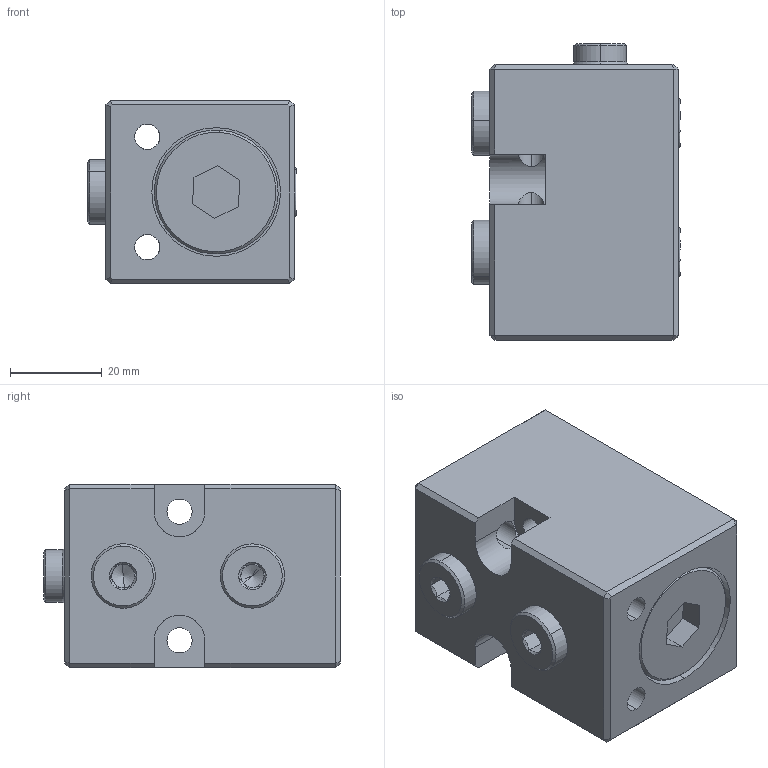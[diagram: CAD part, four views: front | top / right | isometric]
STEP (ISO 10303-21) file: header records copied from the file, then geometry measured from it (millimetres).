
FILE_DESCRIPTION (( 'STEP AP214' ), '1' );
FILE_NAME ('MVI-CBC201220.step', '2024-01-19T14:34:12', ( '' ), ( '' ), 'SwSTEP 2.0', 'SolidWorks 2023', '' );
FILE_SCHEMA (( 'AUTOMOTIVE_DESIGN' ));
Length unit declared in the file: millimetre
Products named in the file (1): MVI-CBC201220
Bounding box: 45.48 x 64.58 x 40 mm (x, y, z)
Volume: 86780.4 mm3; surface area: 26593.1 mm2
Topology: 13 solids, 14 shells, 507 faces, 1248 edges, 792 vertices
Faces by surface type: plane 210, bspline 129, cylinder 110, cone 44, torus 14
Entity records: 20575 total; most frequent: CARTESIAN_POINT 9195, ORIENTED_EDGE 2472, DIRECTION 1984, EDGE_CURVE 1236, VERTEX_POINT 792, VECTOR 682, LINE 682, AXIS2_PLACEMENT_3D 651
